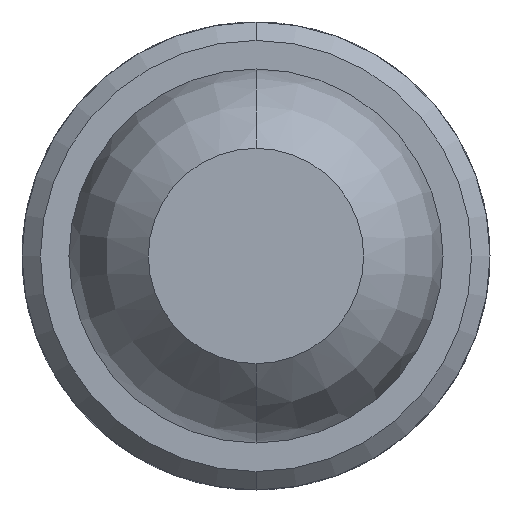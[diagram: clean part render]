
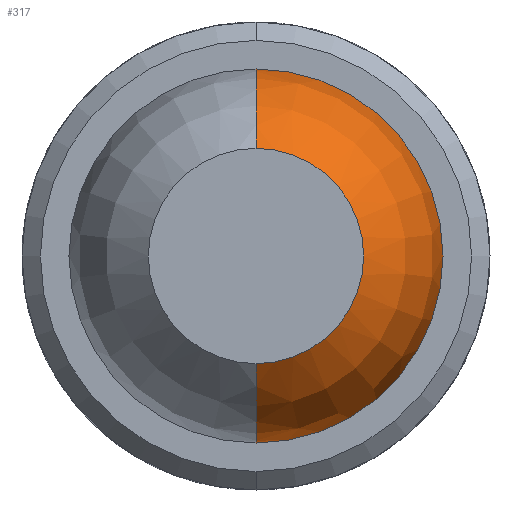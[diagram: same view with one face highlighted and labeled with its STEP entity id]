
A CAD part, front view. The second image highlights one B-rep face of the part: STEP entity #317.
In plain terms, the highlighted toroidal (fillet/blend) face has major radius 0.005 mm and minor radius 1.01 mm.
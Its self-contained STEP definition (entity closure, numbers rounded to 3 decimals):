
#40 = DIRECTION ( 'NONE',  ( 0., 0., -1. ) ) ;
#90 = CARTESIAN_POINT ( 'NONE',  ( 0., -23.873, 0.005 ) ) ;
#302 = ORIENTED_EDGE ( 'NONE', *, *, #3550, .F. ) ;
#317 = ADVANCED_FACE ( 'Defeature ausgef�hrt1_34', ( #1252 ), #2888, .T. ) ;
#330 = AXIS2_PLACEMENT_3D ( 'NONE', #2920, #726, #40 ) ;
#721 = DIRECTION ( 'NONE',  ( 0., 1., 0. ) ) ;
#726 = DIRECTION ( 'NONE',  ( 0., -1., 0. ) ) ;
#910 = AXIS2_PLACEMENT_3D ( 'NONE', #1127, #2197, #2599 ) ;
#1127 = CARTESIAN_POINT ( 'NONE',  ( 0., -23.873, -0.005 ) ) ;
#1238 = VERTEX_POINT ( 'NONE', #4096 ) ;
#1252 = FACE_OUTER_BOUND ( 'NONE', #1999, .T. ) ;
#1407 = CIRCLE ( 'NONE', #910, 1.01 ) ;
#1561 = AXIS2_PLACEMENT_3D ( 'NONE', #90, #2273, #2632 ) ;
#1999 = EDGE_LOOP ( 'NONE', ( #2661, #2391, #2620, #302 ) ) ;
#2197 = DIRECTION ( 'NONE',  ( 1., 0., 0. ) ) ;
#2273 = DIRECTION ( 'NONE',  ( -1., 0., 0. ) ) ;
#2391 = ORIENTED_EDGE ( 'NONE', *, *, #3458, .T. ) ;
#2408 = CARTESIAN_POINT ( 'NONE',  ( 0., -24.7, 0.584 ) ) ;
#2497 = VERTEX_POINT ( 'NONE', #3041 ) ;
#2599 = DIRECTION ( 'NONE',  ( 0., 0., -1. ) ) ;
#2620 = ORIENTED_EDGE ( 'NONE', *, *, #4426, .F. ) ;
#2632 = DIRECTION ( 'NONE',  ( 0., 0., 1. ) ) ;
#2661 = ORIENTED_EDGE ( 'NONE', *, *, #3053, .F. ) ;
#2820 = CIRCLE ( 'NONE', #330, 0.584 ) ;
#2888 = TOROIDAL_SURFACE ( 'NONE', #4151, 0.005, 1.01 ) ;
#2920 = CARTESIAN_POINT ( 'NONE',  ( 0., -24.7, 0. ) ) ;
#2928 = CIRCLE ( 'NONE', #3353, 1.015 ) ;
#3041 = CARTESIAN_POINT ( 'NONE',  ( 0., -23.873, -1.015 ) ) ;
#3053 = EDGE_CURVE ( 'Defeature ausgef�hrt1_39+Defeature ausgef�hrt1_34+Defeature ausgef�hrt1_34+Defeature ausgef�hrt1_34', #3940, #3371, #2820, .T. ) ;
#3134 = CARTESIAN_POINT ( 'NONE',  ( 0., -23.873, 0. ) ) ;
#3154 = DIRECTION ( 'NONE',  ( 0., 0., 1. ) ) ;
#3249 = DIRECTION ( 'NONE',  ( 0., 0., 1. ) ) ;
#3353 = AXIS2_PLACEMENT_3D ( 'NONE', #3993, #721, #3249 ) ;
#3371 = VERTEX_POINT ( 'NONE', #2408 ) ;
#3454 = CIRCLE ( 'NONE', #1561, 1.01 ) ;
#3458 = EDGE_CURVE ( 'NONE', #3940, #2497, #1407, .T. ) ;
#3550 = EDGE_CURVE ( 'NONE', #3371, #1238, #3454, .T. ) ;
#3940 = VERTEX_POINT ( 'NONE', #4590 ) ;
#3993 = CARTESIAN_POINT ( 'NONE',  ( 0., -23.873, 0. ) ) ;
#4096 = CARTESIAN_POINT ( 'NONE',  ( 0., -23.873, 1.015 ) ) ;
#4151 = AXIS2_PLACEMENT_3D ( 'NONE', #3134, #4252, #3154 ) ;
#4252 = DIRECTION ( 'NONE',  ( 0., 1., 0. ) ) ;
#4426 = EDGE_CURVE ( 'Defeature ausgef�hrt1_35+Defeature ausgef�hrt1_34+Defeature ausgef�hrt1_34+Defeature ausgef�hrt1_34', #1238, #2497, #2928, .T. ) ;
#4590 = CARTESIAN_POINT ( 'NONE',  ( 0., -24.7, -0.584 ) ) ;
